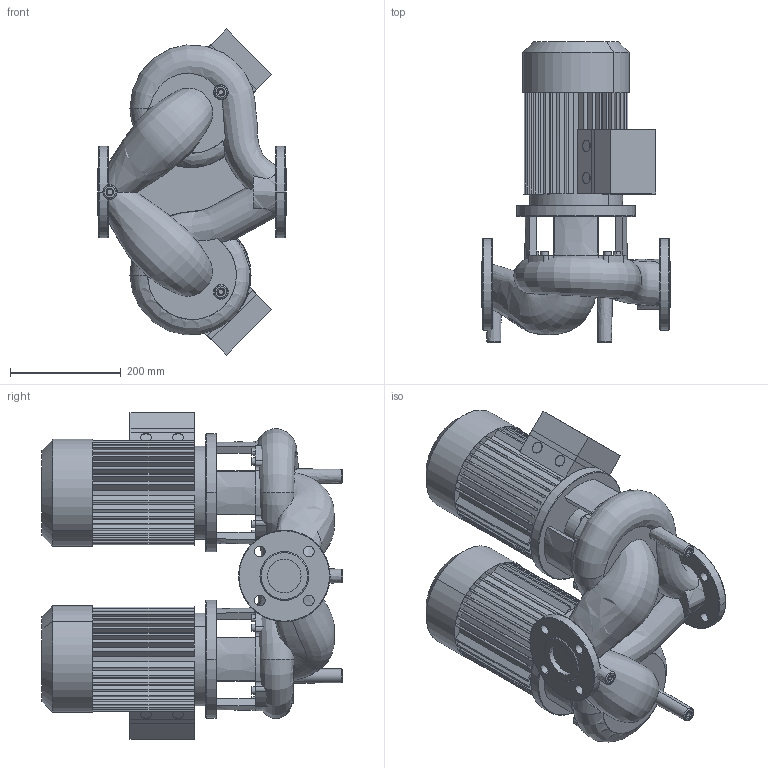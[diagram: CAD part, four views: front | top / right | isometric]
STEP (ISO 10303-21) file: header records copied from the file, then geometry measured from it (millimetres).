
FILE_DESCRIPTION((''),'2;1');
FILE_NAME('3d_DL50_110-1_5_2-2121022.stp','2016-05-24T12:27:58',(''),(''),'Mechanical Desktop 2009','Mechanical Desktop 2009',', , ');
FILE_SCHEMA(('CONFIG_CONTROL_DESIGN'));
Length unit declared in the file: millimetre
Products named in the file (1): Product
Bounding box: 340 x 543 x 588 mm (x, y, z)
Volume: 30728333.8 mm3; surface area: 1775377.6 mm2
Topology: 17 solids, 17 shells, 763 faces, 2070 edges, 1373 vertices
Faces by surface type: bspline 321, plane 252, cylinder 172, cone 14, torus 4
Entity records: 42902 total; most frequent: CARTESIAN_POINT 24223, ORIENTED_EDGE 4132, DIRECTION 3467, EDGE_CURVE 2066, VERTEX_POINT 1371, VECTOR 1167, LINE 1167, AXIS2_PLACEMENT_3D 1150
